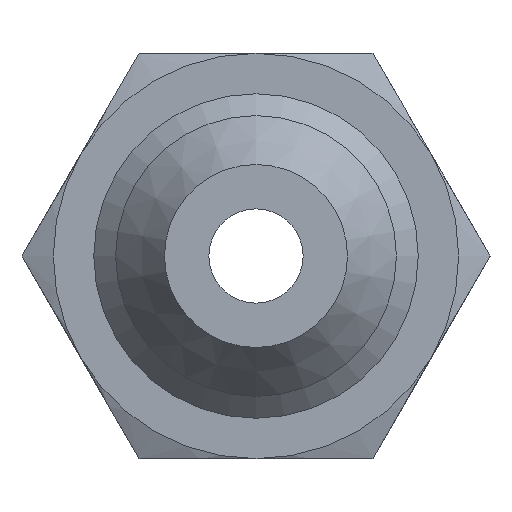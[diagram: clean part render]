
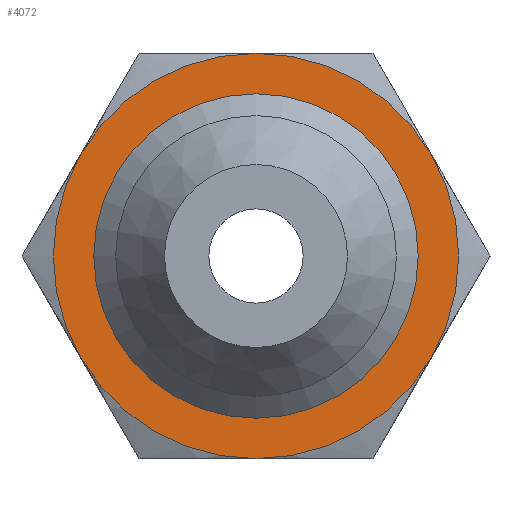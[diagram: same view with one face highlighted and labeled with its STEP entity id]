
A CAD part, left-side view. The second image highlights one B-rep face of the part: STEP entity #4072.
In plain terms, the highlighted planar face has unit normal (-1, 0, 0).
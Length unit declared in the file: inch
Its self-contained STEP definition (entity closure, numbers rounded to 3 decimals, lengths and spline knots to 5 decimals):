
#2904=CARTESIAN_POINT('',(0.0,0.,0.4685));
#2905=VERTEX_POINT('',#2904);
#3511=CARTESIAN_POINT('',(0.0,0.,0.3285));
#3512=VERTEX_POINT('',#3511);
#3513=CARTESIAN_POINT('',(0.0,0.,0.));
#3514=DIRECTION('',(-1.0,0.0,0.0));
#3515=DIRECTION('',(0.0,0.0,-1.0));
#3516=AXIS2_PLACEMENT_3D('',#3513,#3514,#3515);
#3517=CIRCLE('',#3516,0.3285);
#3518=EDGE_CURVE('',#3512,#3512,#3517,.T.);
#3529=CARTESIAN_POINT('',(0.0,0.40573,0.23425));
#3530=VERTEX_POINT('',#3529);
#3544=CARTESIAN_POINT('',(0.0,0.0,0.0));
#3545=DIRECTION('',(-1.0,0.0,0.0));
#3546=DIRECTION('',(0.0,1.0,0.0));
#3547=AXIS2_PLACEMENT_3D('',#3544,#3545,#3546);
#3548=CIRCLE('',#3547,0.4685);
#3549=EDGE_CURVE('',#2905,#3530,#3548,.T.);
#3559=CARTESIAN_POINT('',(0.0,-0.40573,0.23425));
#3560=VERTEX_POINT('',#3559);
#3575=CARTESIAN_POINT('',(0.0,0.0,0.0));
#3576=DIRECTION('',(-1.0,0.0,0.0));
#3577=DIRECTION('',(0.0,1.0,0.0));
#3578=AXIS2_PLACEMENT_3D('',#3575,#3576,#3577);
#3579=CIRCLE('',#3578,0.4685);
#3580=EDGE_CURVE('',#3560,#2905,#3579,.T.);
#3592=CARTESIAN_POINT('',(0.0,-0.40573,-0.23425));
#3593=VERTEX_POINT('',#3592);
#3620=CARTESIAN_POINT('',(0.0,0.0,0.0));
#3621=DIRECTION('',(-1.0,0.0,0.0));
#3622=DIRECTION('',(0.0,1.0,0.0));
#3623=AXIS2_PLACEMENT_3D('',#3620,#3621,#3622);
#3624=CIRCLE('',#3623,0.4685);
#3625=EDGE_CURVE('',#3593,#3560,#3624,.T.);
#3650=CARTESIAN_POINT('',(0.0,0.0,-0.4685));
#3651=VERTEX_POINT('',#3650);
#3652=CARTESIAN_POINT('',(0.0,0.0,0.0));
#3653=DIRECTION('',(-1.0,0.0,0.0));
#3654=DIRECTION('',(0.0,1.0,0.0));
#3655=AXIS2_PLACEMENT_3D('',#3652,#3653,#3654);
#3656=CIRCLE('',#3655,0.4685);
#3657=EDGE_CURVE('',#3651,#3593,#3656,.T.);
#3695=CARTESIAN_POINT('',(0.0,0.40573,-0.23425));
#3696=VERTEX_POINT('',#3695);
#3697=CARTESIAN_POINT('',(0.0,0.0,0.0));
#3698=DIRECTION('',(-1.0,0.0,0.0));
#3699=DIRECTION('',(0.0,1.0,0.0));
#3700=AXIS2_PLACEMENT_3D('',#3697,#3698,#3699);
#3701=CIRCLE('',#3700,0.4685);
#3702=EDGE_CURVE('',#3696,#3651,#3701,.T.);
#3740=CARTESIAN_POINT('',(0.0,0.0,0.0));
#3741=DIRECTION('',(-1.0,0.0,0.0));
#3742=DIRECTION('',(0.0,1.0,0.0));
#3743=AXIS2_PLACEMENT_3D('',#3740,#3741,#3742);
#3744=CIRCLE('',#3743,0.4685);
#3745=EDGE_CURVE('',#3530,#3696,#3744,.T.);
#4056=CARTESIAN_POINT('',(0.0,0.,0.));
#4057=DIRECTION('',(1.0,0.0,0.0));
#4058=DIRECTION('',(0.0,0.0,-1.0));
#4059=AXIS2_PLACEMENT_3D('',#4056,#4057,#4058);
#4060=PLANE('',#4059);
#4061=ORIENTED_EDGE('',*,*,#3745,.T.);
#4062=ORIENTED_EDGE('',*,*,#3702,.T.);
#4063=ORIENTED_EDGE('',*,*,#3657,.T.);
#4064=ORIENTED_EDGE('',*,*,#3625,.T.);
#4065=ORIENTED_EDGE('',*,*,#3580,.T.);
#4066=ORIENTED_EDGE('',*,*,#3549,.T.);
#4067=EDGE_LOOP('',(#4061,#4062,#4063,#4064,#4065,#4066));
#4068=FACE_OUTER_BOUND('',#4067,.T.);
#4069=ORIENTED_EDGE('',*,*,#3518,.F.);
#4070=EDGE_LOOP('',(#4069));
#4071=FACE_BOUND('',#4070,.T.);
#4072=ADVANCED_FACE('',(#4068,#4071),#4060,.F.);
